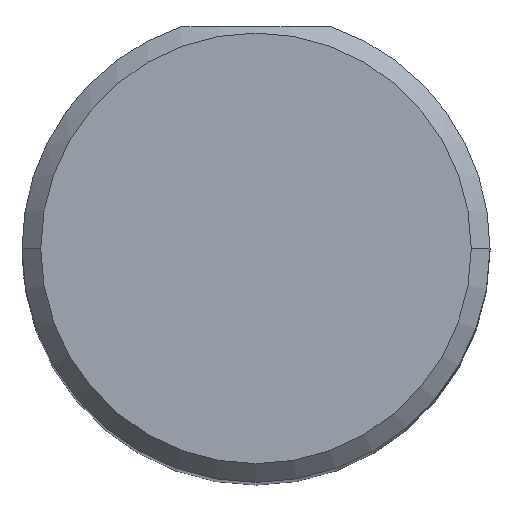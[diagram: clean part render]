
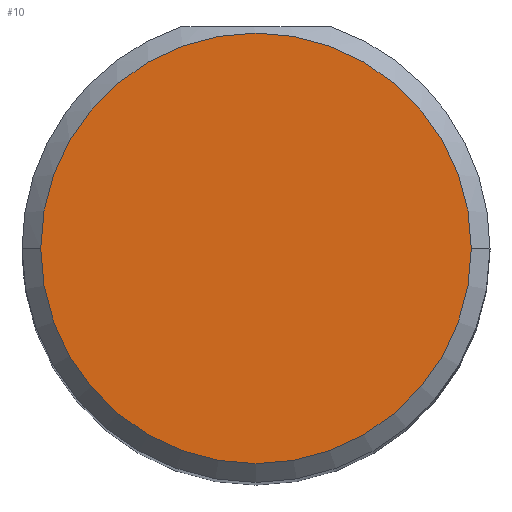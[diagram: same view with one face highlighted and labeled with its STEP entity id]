
A CAD part, top view. The second image highlights one B-rep face of the part: STEP entity #10.
In plain terms, the highlighted planar face has unit normal (0, 0, 1).
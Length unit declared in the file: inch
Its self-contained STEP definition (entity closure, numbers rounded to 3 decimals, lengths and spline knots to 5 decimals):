
#9 = CARTESIAN_POINT ( 'NONE',  ( 0.5775, 0., 2.5 ) ) ;
#10 = ADVANCED_FACE ( 'NONE', ( #133 ), #175, .T. ) ;
#16 = DIRECTION ( 'NONE',  ( -1., 0., 0. ) ) ;
#32 = DIRECTION ( 'NONE',  ( -1., 0., 0. ) ) ;
#133 = FACE_OUTER_BOUND ( 'NONE', #645, .T. ) ;
#166 = CARTESIAN_POINT ( 'NONE',  ( 0.9225, 0., 2.5 ) ) ;
#175 = PLANE ( 'NONE',  #324 ) ;
#188 = VERTEX_POINT ( 'NONE', #9 ) ;
#203 = CIRCLE ( 'NONE', #462, 0.1725 ) ;
#206 = CARTESIAN_POINT ( 'NONE',  ( 0.75, 0., 2.5 ) ) ;
#280 = DIRECTION ( 'NONE',  ( 0., 0., -1. ) ) ;
#324 = AXIS2_PLACEMENT_3D ( 'NONE', #378, #437, #32 ) ;
#363 = EDGE_CURVE ( 'NONE', #188, #638, #418, .T. ) ;
#378 = CARTESIAN_POINT ( 'NONE',  ( 0.75, 0., 2.5 ) ) ;
#384 = ORIENTED_EDGE ( 'NONE', *, *, #363, .F. ) ;
#418 = CIRCLE ( 'NONE', #603, 0.1725 ) ;
#437 = DIRECTION ( 'NONE',  ( 0., 0., 1. ) ) ;
#438 = DIRECTION ( 'NONE',  ( -1., 0., 0. ) ) ;
#449 = CARTESIAN_POINT ( 'NONE',  ( 0.75, 0., 2.5 ) ) ;
#459 = DIRECTION ( 'NONE',  ( 0., 0., -1. ) ) ;
#462 = AXIS2_PLACEMENT_3D ( 'NONE', #206, #459, #16 ) ;
#517 = ORIENTED_EDGE ( 'NONE', *, *, #521, .F. ) ;
#521 = EDGE_CURVE ( 'NONE', #638, #188, #203, .T. ) ;
#603 = AXIS2_PLACEMENT_3D ( 'NONE', #449, #280, #438 ) ;
#638 = VERTEX_POINT ( 'NONE', #166 ) ;
#645 = EDGE_LOOP ( 'NONE', ( #517, #384 ) ) ;
